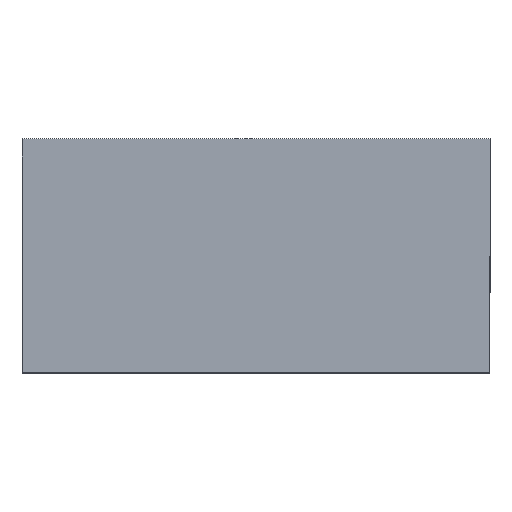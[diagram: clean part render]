
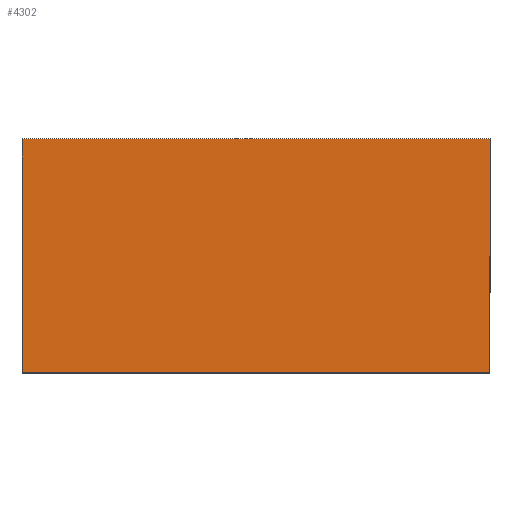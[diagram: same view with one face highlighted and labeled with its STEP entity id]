
A CAD part, top view. The second image highlights one B-rep face of the part: STEP entity #4302.
In plain terms, the highlighted planar face has unit normal (0, 0, 1).
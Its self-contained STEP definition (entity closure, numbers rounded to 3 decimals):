
#34 = CARTESIAN_POINT ( 'NONE',  ( 0.8, 0.4, 0.29 ) ) ;
#92 = ORIENTED_EDGE ( 'NONE', *, *, #776, .T. ) ;
#183 = EDGE_CURVE ( 'NONE', #4243, #4897, #4546, .T. ) ;
#247 = DIRECTION ( 'NONE',  ( -1., 0., 0. ) ) ;
#671 = CARTESIAN_POINT ( 'NONE',  ( 0., 0., 0.29 ) ) ;
#776 = EDGE_CURVE ( 'NONE', #4254, #4855, #5750, .T. ) ;
#946 = ORIENTED_EDGE ( 'NONE', *, *, #3206, .T. ) ;
#1160 = VECTOR ( 'NONE', #4110, 1000. ) ;
#1297 = VECTOR ( 'NONE', #5587, 1000. ) ;
#1445 = CARTESIAN_POINT ( 'NONE',  ( -0.8, 0.4, 0.29 ) ) ;
#1464 = LINE ( 'NONE', #4643, #4391 ) ;
#1904 = ORIENTED_EDGE ( 'NONE', *, *, #183, .T. ) ;
#2205 = EDGE_LOOP ( 'NONE', ( #5736, #92, #946, #1904 ) ) ;
#3027 = DIRECTION ( 'NONE',  ( 0., 0., 1. ) ) ;
#3035 = CARTESIAN_POINT ( 'NONE',  ( -0.8, -0.4, 0.29 ) ) ;
#3206 = EDGE_CURVE ( 'NONE', #4855, #4243, #1464, .T. ) ;
#3377 = CARTESIAN_POINT ( 'NONE',  ( 0.8, -0.4, 0.29 ) ) ;
#4076 = CARTESIAN_POINT ( 'NONE',  ( -0.8, -0.4, 0.29 ) ) ;
#4110 = DIRECTION ( 'NONE',  ( 1., 0., 0. ) ) ;
#4243 = VERTEX_POINT ( 'NONE', #3035 ) ;
#4254 = VERTEX_POINT ( 'NONE', #5370 ) ;
#4302 = ADVANCED_FACE ( 'NONE', ( #4310 ), #5144, .T. ) ;
#4310 = FACE_OUTER_BOUND ( 'NONE', #2205, .T. ) ;
#4325 = EDGE_CURVE ( 'NONE', #4897, #4254, #5644, .T. ) ;
#4380 = CARTESIAN_POINT ( 'NONE',  ( -0.8, 0.4, 0.29 ) ) ;
#4391 = VECTOR ( 'NONE', #5063, 1000. ) ;
#4428 = DIRECTION ( 'NONE',  ( 1., 0., 0. ) ) ;
#4546 = LINE ( 'NONE', #4076, #1160 ) ;
#4643 = CARTESIAN_POINT ( 'NONE',  ( -0.8, 0.4, 0.29 ) ) ;
#4778 = VECTOR ( 'NONE', #247, 1000. ) ;
#4855 = VERTEX_POINT ( 'NONE', #1445 ) ;
#4897 = VERTEX_POINT ( 'NONE', #3377 ) ;
#5063 = DIRECTION ( 'NONE',  ( 0., -1., 0. ) ) ;
#5144 = PLANE ( 'NONE',  #5789 ) ;
#5370 = CARTESIAN_POINT ( 'NONE',  ( 0.8, 0.4, 0.29 ) ) ;
#5587 = DIRECTION ( 'NONE',  ( 0., 1., 0. ) ) ;
#5644 = LINE ( 'NONE', #34, #1297 ) ;
#5736 = ORIENTED_EDGE ( 'NONE', *, *, #4325, .T. ) ;
#5750 = LINE ( 'NONE', #4380, #4778 ) ;
#5789 = AXIS2_PLACEMENT_3D ( 'NONE', #671, #3027, #4428 ) ;
